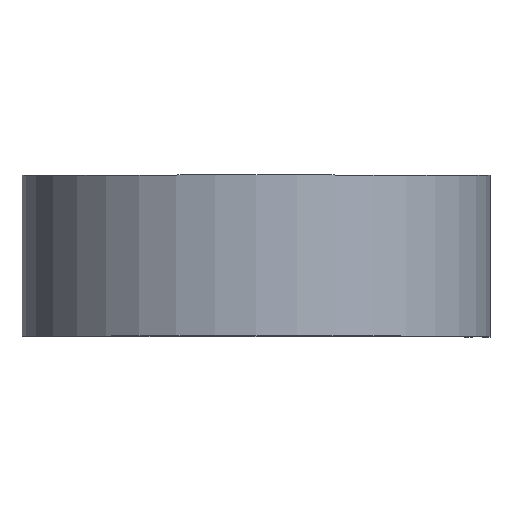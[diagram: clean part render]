
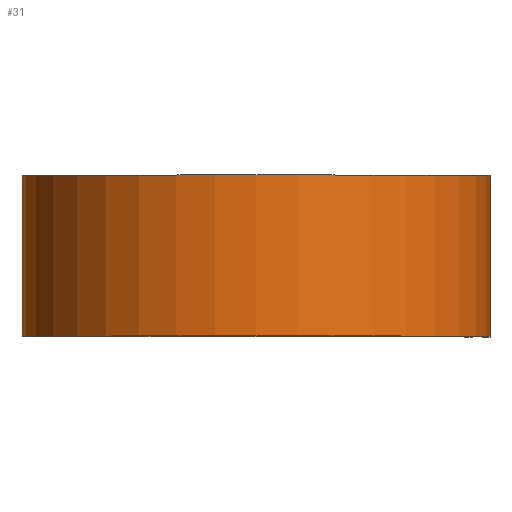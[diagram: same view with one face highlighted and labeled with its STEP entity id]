
A CAD part, top view. The second image highlights one B-rep face of the part: STEP entity #31.
In plain terms, the highlighted cylindrical face has radius 36.932 mm (diameter 73.863 mm), a partial arc.
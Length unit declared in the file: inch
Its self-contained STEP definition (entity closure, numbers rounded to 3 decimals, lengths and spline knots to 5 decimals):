
#1 = EDGE_CURVE ( 'NONE', #90, #103, #330, .T. ) ;
#6 = DIRECTION ( 'NONE',  ( 0., -1., 0. ) ) ;
#31 = ADVANCED_FACE ( 'NONE', ( #448 ), #502, .T. ) ;
#36 = LINE ( 'NONE', #191, #504 ) ;
#80 = ORIENTED_EDGE ( 'NONE', *, *, #135, .F. ) ;
#90 = VERTEX_POINT ( 'NONE', #260 ) ;
#99 = AXIS2_PLACEMENT_3D ( 'NONE', #382, #508, #512 ) ;
#103 = VERTEX_POINT ( 'NONE', #328 ) ;
#112 = VERTEX_POINT ( 'NONE', #358 ) ;
#131 = EDGE_CURVE ( 'NONE', #103, #112, #554, .T. ) ;
#132 = AXIS2_PLACEMENT_3D ( 'NONE', #475, #483, #486 ) ;
#135 = EDGE_CURVE ( 'NONE', #90, #535, #248, .T. ) ;
#191 = CARTESIAN_POINT ( 'NONE',  ( 1.454, 0.5, 0. ) ) ;
#248 = CIRCLE ( 'NONE', #695, 1.454 ) ;
#260 = CARTESIAN_POINT ( 'NONE',  ( 0., 0.5, -1.454 ) ) ;
#292 = ORIENTED_EDGE ( 'NONE', *, *, #131, .T. ) ;
#324 = VECTOR ( 'NONE', #583, 39.37008 ) ;
#328 = CARTESIAN_POINT ( 'NONE',  ( 0., -0.5, -1.454 ) ) ;
#330 = LINE ( 'NONE', #528, #324 ) ;
#358 = CARTESIAN_POINT ( 'NONE',  ( 1.454, -0.5, 0. ) ) ;
#380 = EDGE_CURVE ( 'NONE', #535, #112, #36, .T. ) ;
#382 = CARTESIAN_POINT ( 'NONE',  ( 0., 0.5, 0. ) ) ;
#406 = ORIENTED_EDGE ( 'NONE', *, *, #380, .F. ) ;
#448 = FACE_OUTER_BOUND ( 'NONE', #520, .T. ) ;
#475 = CARTESIAN_POINT ( 'NONE',  ( 0., -0.5, 0. ) ) ;
#483 = DIRECTION ( 'NONE',  ( 0., 1., 0. ) ) ;
#486 = DIRECTION ( 'NONE',  ( 1., 0., 0. ) ) ;
#496 = CARTESIAN_POINT ( 'NONE',  ( 0., 0.5, 0. ) ) ;
#498 = DIRECTION ( 'NONE',  ( 0., 1., 0. ) ) ;
#502 = CYLINDRICAL_SURFACE ( 'NONE', #99, 1.454 ) ;
#504 = VECTOR ( 'NONE', #6, 39.37008 ) ;
#508 = DIRECTION ( 'NONE',  ( 0., -1., 0. ) ) ;
#512 = DIRECTION ( 'NONE',  ( 0., 0., -1. ) ) ;
#520 = EDGE_LOOP ( 'NONE', ( #292, #406, #80, #532 ) ) ;
#528 = CARTESIAN_POINT ( 'NONE',  ( 0., 0.5, -1.454 ) ) ;
#532 = ORIENTED_EDGE ( 'NONE', *, *, #1, .T. ) ;
#535 = VERTEX_POINT ( 'NONE', #614 ) ;
#546 = DIRECTION ( 'NONE',  ( 1., 0., 0. ) ) ;
#554 = CIRCLE ( 'NONE', #132, 1.454 ) ;
#583 = DIRECTION ( 'NONE',  ( 0., -1., 0. ) ) ;
#614 = CARTESIAN_POINT ( 'NONE',  ( 1.454, 0.5, 0. ) ) ;
#695 = AXIS2_PLACEMENT_3D ( 'NONE', #496, #498, #546 ) ;
